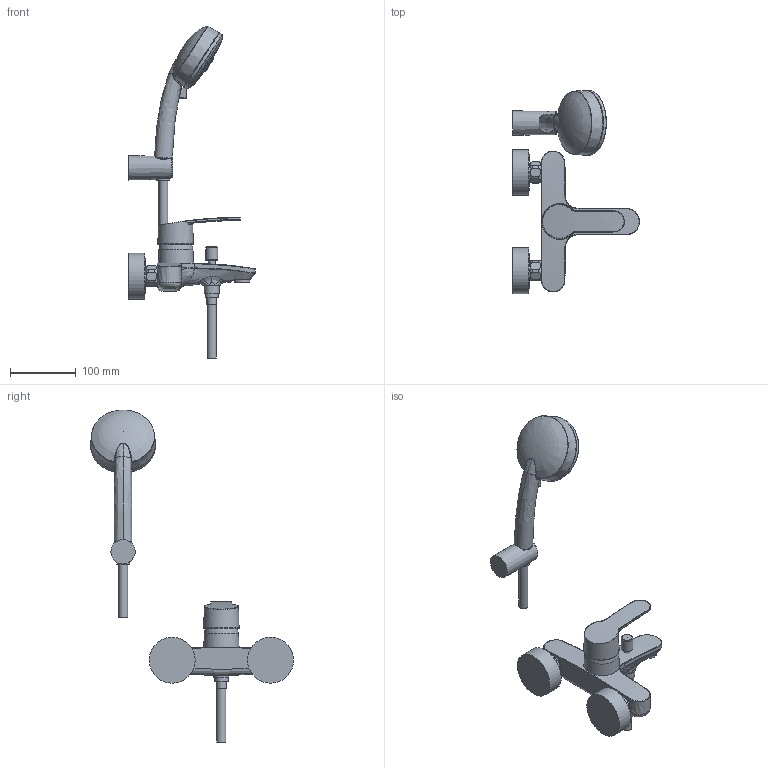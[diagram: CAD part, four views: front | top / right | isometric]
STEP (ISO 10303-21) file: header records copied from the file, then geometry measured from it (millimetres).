
FILE_DESCRIPTION(/* description */ ('Unknown'),/* implementation_level */ '2;1');
FILE_NAME(/* name */ '33592000',/* time_stamp */ '2022-09-10T05:49:13+02:00',/* author */ ('Unknown'),/* organization */ ('GROHE AG'),/* preprocessor_version */ 'ST-DEVELOPER v16.7',/* originating_system */ 'DEX',/* authorisation */ $);
FILE_SCHEMA (('AUTOMOTIVE_DESIGN {1 0 10303 214 3 1 1}'));
Length unit declared in the file: millimetre
Products named in the file (8): 33592000; 33592000_0; id77; 100406_EuroStyleCosmo_Lever46BathShower_Lob; 50.9697.1_Standard; 50.9702.1_Standard; face1
Assembly tree (7 placements, depth 2):
  33592000
    33592000
    33592000_0
    id77
    100406_EuroStyleCosmo_Lever46BathShower_Lob
    50.9697.1_Standard
    50.9702.1_Standard
    face1
Bounding box: 193.23 x 309.62 x 506.34 mm (x, y, z)
Volume: 194876 mm3; surface area: 166522.2 mm2
Topology: 2 solids, 84 shells, 306 faces, 992 edges, 755 vertices
Faces by surface type: bspline 149, cylinder 58, plane 57, torus 24, cone 12, sphere 6
Full cylindrical faces by diameter (mm): 3.6 x5, 11.2 x1, 13.8 x2, 14.7 x2, 16.2 x1, 18 x1, 18.2 x1, 18.5 x2, 19.9 x1, 20.5 x1, 21 x2, 22.6 x1, 23 x1, 23.6 x1, 24 x1, 54.5 x1, 70 x2, 89.4 x1, 90.2 x1
Entity records: 21027 total; most frequent: CARTESIAN_POINT 12814, ORIENTED_EDGE 1252, DIRECTION 962, EDGE_CURVE 879, VERTEX_POINT 717, B_SPLINE_CURVE_WITH_KNOTS 494, FACE_BOUND 462, EDGE_LOOP 461
